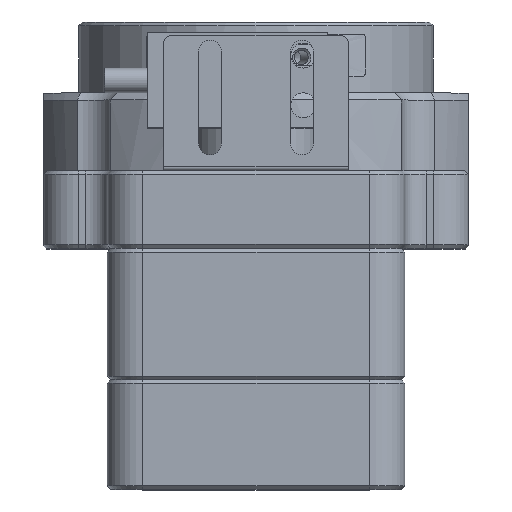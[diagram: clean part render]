
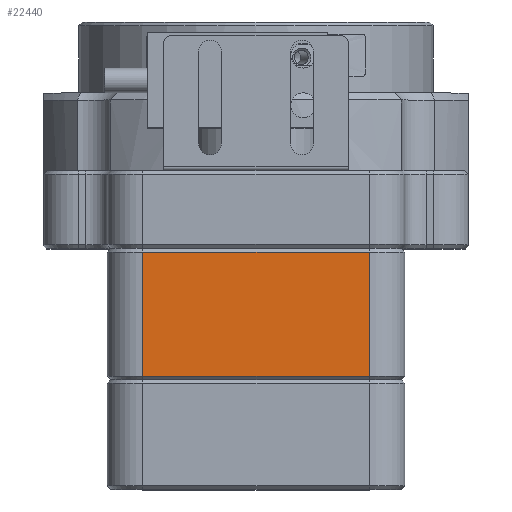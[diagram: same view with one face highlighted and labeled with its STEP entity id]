
A CAD part, top view. The second image highlights one B-rep face of the part: STEP entity #22440.
In plain terms, the highlighted planar face has unit normal (0, 0, 1).
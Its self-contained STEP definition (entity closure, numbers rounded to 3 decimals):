
#371 = VECTOR ( 'NONE', #9723, 1000. ) ;
#1571 = DIRECTION ( 'NONE',  ( -1., 0., 0. ) ) ;
#1615 = DIRECTION ( 'NONE',  ( 0., 0., -1. ) ) ;
#1619 = CARTESIAN_POINT ( 'NONE',  ( 16., 0., 53. ) ) ;
#1668 = PLANE ( 'NONE',  #15170 ) ;
#1683 = FACE_OUTER_BOUND ( 'NONE', #16430, .T. ) ;
#2113 = VERTEX_POINT ( 'NONE', #18985 ) ;
#3107 = DIRECTION ( 'NONE',  ( 0., -1., 0. ) ) ;
#3150 = CARTESIAN_POINT ( 'NONE',  ( -16., 0., 53. ) ) ;
#3157 = LINE ( 'NONE', #3150, #35901 ) ;
#5182 = ORIENTED_EDGE ( 'NONE', *, *, #19508, .F. ) ;
#5289 = ORIENTED_EDGE ( 'NONE', *, *, #9582, .T. ) ;
#6639 = VERTEX_POINT ( 'NONE', #16240 ) ;
#9582 = EDGE_CURVE ( 'NONE', #6639, #29296, #34194, .T. ) ;
#9723 = DIRECTION ( 'NONE',  ( 0., -1., 0. ) ) ;
#9739 = CARTESIAN_POINT ( 'NONE',  ( 16., 0., 53. ) ) ;
#9769 = LINE ( 'NONE', #9739, #371 ) ;
#10609 = VECTOR ( 'NONE', #34157, 1000. ) ;
#15170 = AXIS2_PLACEMENT_3D ( 'NONE', #1619, #1615, #1571 ) ;
#15217 = ORIENTED_EDGE ( 'NONE', *, *, #35906, .T. ) ;
#15264 = ORIENTED_EDGE ( 'NONE', *, *, #17430, .T. ) ;
#16240 = CARTESIAN_POINT ( 'NONE',  ( 16., -0.5, 53. ) ) ;
#16430 = EDGE_LOOP ( 'NONE', ( #15264, #15217, #5182, #5289 ) ) ;
#17430 = EDGE_CURVE ( 'NONE', #29296, #2113, #3157, .T. ) ;
#18985 = CARTESIAN_POINT ( 'NONE',  ( -16., -18., 53. ) ) ;
#19508 = EDGE_CURVE ( 'NONE', #6639, #34314, #9769, .T. ) ;
#22440 = ADVANCED_FACE ( 'NONE', ( #1683 ), #1668, .F. ) ;
#25138 = CARTESIAN_POINT ( 'NONE',  ( -16., -0.5, 53. ) ) ;
#25761 = CARTESIAN_POINT ( 'NONE',  ( 16., -18., 53. ) ) ;
#29296 = VERTEX_POINT ( 'NONE', #25138 ) ;
#30866 = VECTOR ( 'NONE', #37135, 1000. ) ;
#34157 = DIRECTION ( 'NONE',  ( -1., 0., 0. ) ) ;
#34163 = CARTESIAN_POINT ( 'NONE',  ( -16., -0.5, 53. ) ) ;
#34194 = LINE ( 'NONE', #34163, #10609 ) ;
#34314 = VERTEX_POINT ( 'NONE', #25761 ) ;
#35901 = VECTOR ( 'NONE', #3107, 1000. ) ;
#35906 = EDGE_CURVE ( 'NONE', #2113, #34314, #37188, .T. ) ;
#37135 = DIRECTION ( 'NONE',  ( 1., 0., 0. ) ) ;
#37150 = CARTESIAN_POINT ( 'NONE',  ( 16., -18., 53. ) ) ;
#37188 = LINE ( 'NONE', #37150, #30866 ) ;
